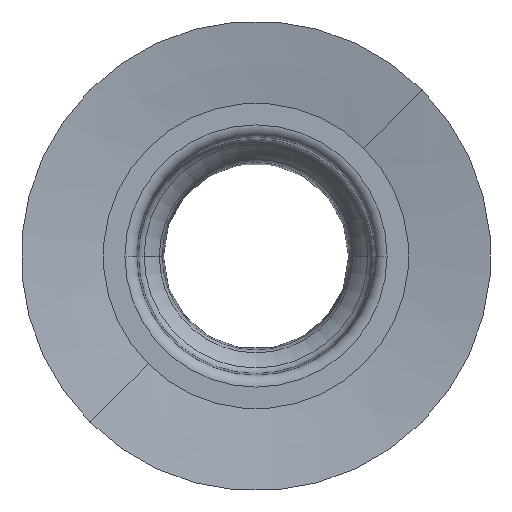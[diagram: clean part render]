
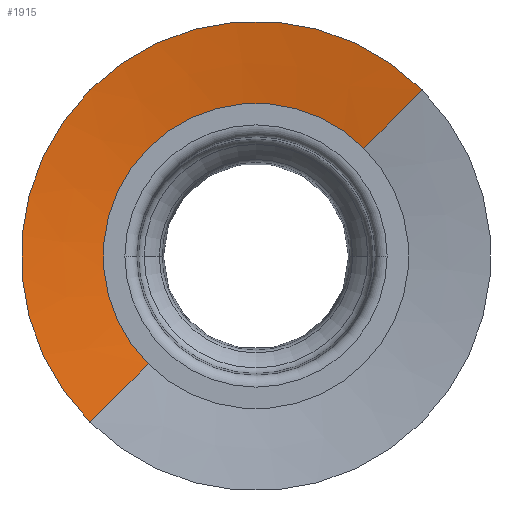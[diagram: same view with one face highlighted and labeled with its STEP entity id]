
A CAD part, top view. The second image highlights one B-rep face of the part: STEP entity #1915.
In plain terms, the highlighted conical face has half-angle 81.069 degrees and reference radius 4.95 mm.
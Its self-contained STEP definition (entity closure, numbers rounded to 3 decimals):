
#22=DIRECTION('',(-0.699,-0.699,0.155));
#23=VECTOR('',#22,2.126);
#24=CARTESIAN_POINT('',(-2.758,-2.758,-0.33));
#25=LINE('',#24,#23);
#31=DIRECTION('',(0.699,0.699,0.155));
#32=VECTOR('',#31,2.126);
#33=CARTESIAN_POINT('',(2.758,2.758,-0.33));
#34=LINE('',#33,#32);
#158=CARTESIAN_POINT('',(0.,0.,0.));
#159=DIRECTION('',(0.,0.,1.));
#160=DIRECTION('',(0.707,0.707,0.));
#161=AXIS2_PLACEMENT_3D('',#158,#159,#160);
#163=CARTESIAN_POINT('',(0.,0.,-0.33));
#164=DIRECTION('',(0.,0.,1.));
#165=DIRECTION('',(0.707,0.707,0.));
#166=AXIS2_PLACEMENT_3D('',#163,#164,#165);
#1349=CARTESIAN_POINT('',(2.758,2.758,-0.33));
#1350=CARTESIAN_POINT('',(-2.758,-2.758,-0.33));
#1351=VERTEX_POINT('',#1349);
#1352=VERTEX_POINT('',#1350);
#1357=CARTESIAN_POINT('',(4.243,4.243,0.));
#1358=CARTESIAN_POINT('',(-4.243,-4.243,0.));
#1359=VERTEX_POINT('',#1357);
#1360=VERTEX_POINT('',#1358);
#1903=CARTESIAN_POINT('',(0.,0.,-0.165));
#1904=DIRECTION('',(0.,0.,1.));
#1905=DIRECTION('',(0.707,0.707,0.));
#1906=AXIS2_PLACEMENT_3D('',#1903,#1904,#1905);
#1907=CONICAL_SURFACE('',#1906,4.95,81.069);
#1909=ORIENTED_EDGE('',*,*,#1908,.F.);
#1910=ORIENTED_EDGE('',*,*,#1440,.F.);
#1911=ORIENTED_EDGE('',*,*,#1880,.T.);
#1912=ORIENTED_EDGE('',*,*,#1436,.T.);
#1913=EDGE_LOOP('',(#1909,#1910,#1911,#1912));
#1914=FACE_OUTER_BOUND('',#1913,.F.);
#162=CIRCLE('',#161,6.);
#167=CIRCLE('',#166,3.9);
#1436=EDGE_CURVE('',#1352,#1360,#25,.T.);
#1440=EDGE_CURVE('',#1351,#1359,#34,.T.);
#1880=EDGE_CURVE('',#1351,#1352,#167,.T.);
#1908=EDGE_CURVE('',#1359,#1360,#162,.T.);
#1915=ADVANCED_FACE('',(#1914),#1907,.F.);
